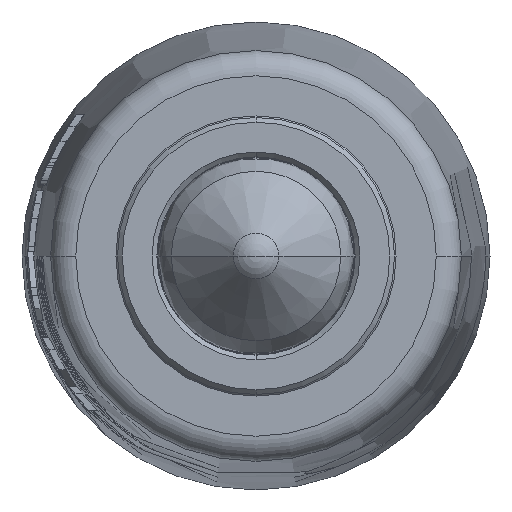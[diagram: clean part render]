
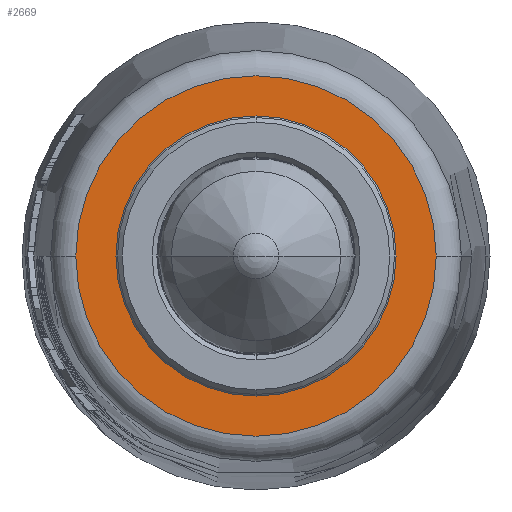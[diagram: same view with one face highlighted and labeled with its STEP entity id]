
A CAD part, left-side view. The second image highlights one B-rep face of the part: STEP entity #2669.
In plain terms, the highlighted planar face has unit normal (-1, 0, 0).
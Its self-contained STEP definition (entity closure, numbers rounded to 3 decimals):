
#1049=CARTESIAN_POINT('',(32.4,5.15,-5.15));
#1050=DIRECTION('',(-1.,0.,0.));
#1051=DIRECTION('',(0.,-1.,0.));
#1052=AXIS2_PLACEMENT_3D('',#1049,#1050,#1051);
#1054=CARTESIAN_POINT('',(32.4,5.15,-5.15));
#1055=DIRECTION('',(-1.,0.,0.));
#1056=DIRECTION('',(0.,1.,0.));
#1057=AXIS2_PLACEMENT_3D('',#1054,#1055,#1056);
#1059=CARTESIAN_POINT('',(32.4,5.15,-5.15));
#1060=DIRECTION('',(1.,0.,0.));
#1061=DIRECTION('',(0.,1.,0.));
#1062=AXIS2_PLACEMENT_3D('',#1059,#1060,#1061);
#1078=CARTESIAN_POINT('',(32.4,5.15,-5.15));
#1079=DIRECTION('',(-1.,0.,0.));
#1080=DIRECTION('',(0.,1.,0.));
#1081=AXIS2_PLACEMENT_3D('',#1078,#1079,#1080);
#1476=CARTESIAN_POINT('',(32.4,9.6,-5.15));
#1477=CARTESIAN_POINT('',(32.4,0.7,-5.15));
#1478=VERTEX_POINT('',#1476);
#1479=VERTEX_POINT('',#1477);
#1480=CARTESIAN_POINT('',(32.4,-0.576,-5.15));
#1481=CARTESIAN_POINT('',(32.4,10.876,-5.15));
#1482=VERTEX_POINT('',#1480);
#1483=VERTEX_POINT('',#1481);
#2653=CARTESIAN_POINT('',(32.4,5.15,-5.15));
#2654=DIRECTION('',(1.,0.,0.));
#2655=DIRECTION('',(0.,-1.,0.));
#2656=AXIS2_PLACEMENT_3D('',#2653,#2654,#2655);
#2657=PLANE('',#2656);
#2659=ORIENTED_EDGE('',*,*,#2658,.F.);
#2660=ORIENTED_EDGE('',*,*,#2643,.F.);
#2661=EDGE_LOOP('',(#2659,#2660));
#2662=FACE_OUTER_BOUND('',#2661,.F.);
#2664=ORIENTED_EDGE('',*,*,#2663,.F.);
#2666=ORIENTED_EDGE('',*,*,#2665,.T.);
#2667=EDGE_LOOP('',(#2664,#2666));
#2668=FACE_BOUND('',#2667,.F.);
#1053=CIRCLE('',#1052,5.726);
#1058=CIRCLE('',#1057,5.726);
#1063=CIRCLE('',#1062,4.45);
#1082=CIRCLE('',#1081,4.45);
#2643=EDGE_CURVE('',#1483,#1482,#1058,.T.);
#2658=EDGE_CURVE('',#1482,#1483,#1053,.T.);
#2663=EDGE_CURVE('',#1478,#1479,#1063,.T.);
#2665=EDGE_CURVE('',#1478,#1479,#1082,.T.);
#2669=ADVANCED_FACE('',(#2662,#2668),#2657,.F.);
